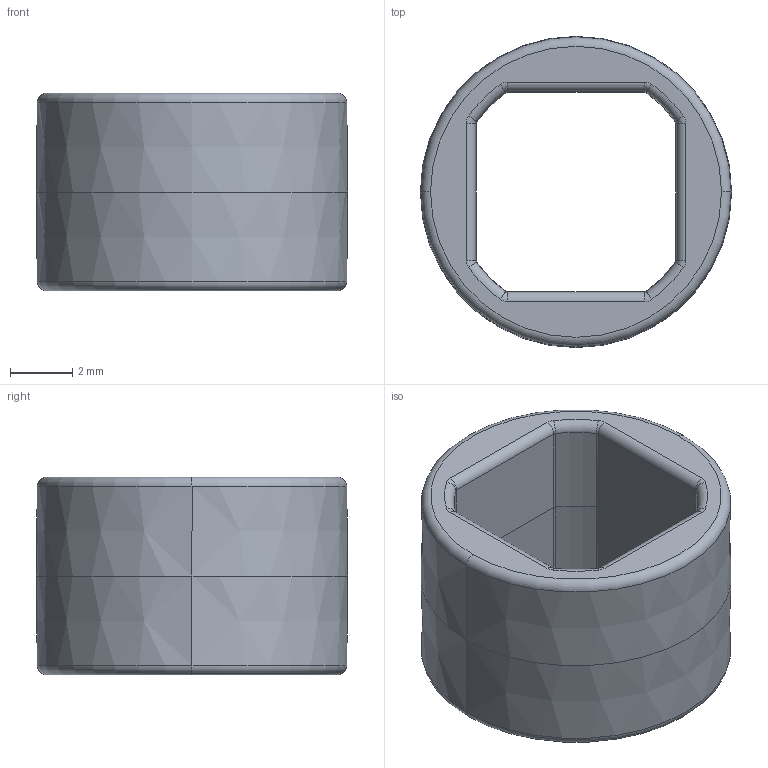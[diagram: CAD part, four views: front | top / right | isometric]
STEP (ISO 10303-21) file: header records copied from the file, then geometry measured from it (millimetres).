
FILE_DESCRIPTION (( 'STEP AP203' ), '1' );
FILE_NAME ('276-3441-003 Rev2.STEP', '2014-04-02T18:22:13', ( '' ), ( '' ), 'SwSTEP 2.0', 'SolidWorks 2013', '' );
FILE_SCHEMA (( 'CONFIG_CONTROL_DESIGN' ));
Length unit declared in the file: millimetre
Products named in the file (1): 276-3441-003 Rev2
Bounding box: 10 x 10 x 6.35 mm (x, y, z)
Volume: 242.3 mm3; surface area: 409.3 mm2
Topology: 1 solids, 1 shells, 74 faces, 162 edges, 90 vertices
Faces by surface type: bspline 32, torus 12, cone 12, plane 10, cylinder 8
Entity records: 2501 total; most frequent: CARTESIAN_POINT 1039, ORIENTED_EDGE 324, DIRECTION 242, EDGE_CURVE 162, AXIS2_PLACEMENT_3D 109, VERTEX_POINT 90, EDGE_LOOP 76, ADVANCED_FACE 74
